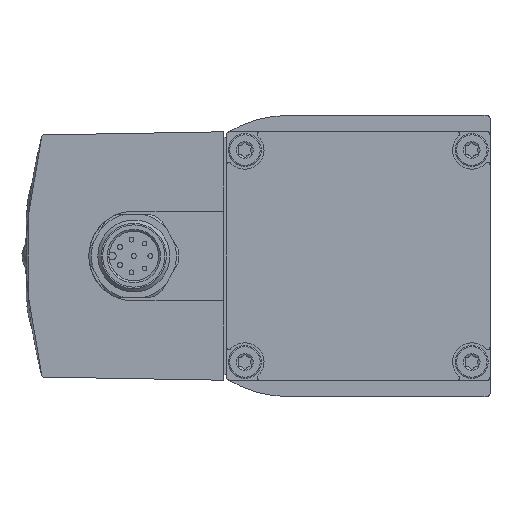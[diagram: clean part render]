
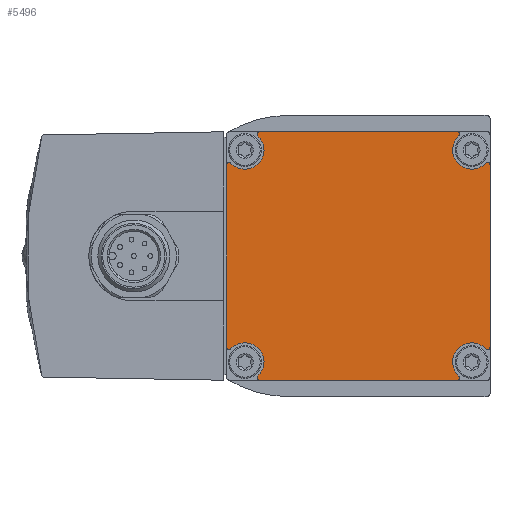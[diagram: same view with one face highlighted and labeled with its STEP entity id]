
A CAD part, left-side view. The second image highlights one B-rep face of the part: STEP entity #5496.
In plain terms, the highlighted planar face has unit normal (-1, 0, 0).
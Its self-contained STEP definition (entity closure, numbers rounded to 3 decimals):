
#24=PLANE('',#5778);
#187=LINE('',#7723,#446);
#188=LINE('',#7732,#447);
#189=LINE('',#7740,#448);
#190=LINE('',#7748,#449);
#446=VECTOR('',#6298,1000.);
#447=VECTOR('',#6305,1000.);
#448=VECTOR('',#6312,1000.);
#449=VECTOR('',#6319,1000.);
#812=CIRCLE('',#5779,0.4);
#813=CIRCLE('',#5780,3.2);
#814=CIRCLE('',#5781,0.4);
#815=CIRCLE('',#5782,0.4);
#816=CIRCLE('',#5783,3.2);
#817=CIRCLE('',#5784,0.4);
#818=CIRCLE('',#5785,0.4);
#819=CIRCLE('',#5786,3.2);
#820=CIRCLE('',#5787,0.4);
#821=CIRCLE('',#5788,0.4);
#822=CIRCLE('',#5789,3.2);
#823=CIRCLE('',#5790,0.4);
#1055=ORIENTED_EDGE('',*,*,#2118,.F.);
#1056=ORIENTED_EDGE('',*,*,#2119,.F.);
#1057=ORIENTED_EDGE('',*,*,#2120,.T.);
#1058=ORIENTED_EDGE('',*,*,#2121,.F.);
#1059=ORIENTED_EDGE('',*,*,#2122,.F.);
#1060=ORIENTED_EDGE('',*,*,#2123,.F.);
#1061=ORIENTED_EDGE('',*,*,#2124,.T.);
#1062=ORIENTED_EDGE('',*,*,#2125,.F.);
#1063=ORIENTED_EDGE('',*,*,#2126,.F.);
#1064=ORIENTED_EDGE('',*,*,#2127,.F.);
#1065=ORIENTED_EDGE('',*,*,#2128,.T.);
#1066=ORIENTED_EDGE('',*,*,#2129,.F.);
#1067=ORIENTED_EDGE('',*,*,#2130,.F.);
#1068=ORIENTED_EDGE('',*,*,#2131,.F.);
#1069=ORIENTED_EDGE('',*,*,#2132,.T.);
#1070=ORIENTED_EDGE('',*,*,#2133,.F.);
#2118=EDGE_CURVE('',#2634,#2635,#187,.T.);
#2119=EDGE_CURVE('',#2636,#2634,#812,.T.);
#2120=EDGE_CURVE('',#2636,#2637,#813,.T.);
#2121=EDGE_CURVE('',#2638,#2637,#814,.T.);
#2122=EDGE_CURVE('',#2639,#2638,#188,.T.);
#2123=EDGE_CURVE('',#2640,#2639,#815,.T.);
#2124=EDGE_CURVE('',#2640,#2641,#816,.T.);
#2125=EDGE_CURVE('',#2642,#2641,#817,.T.);
#2126=EDGE_CURVE('',#2643,#2642,#189,.T.);
#2127=EDGE_CURVE('',#2644,#2643,#818,.T.);
#2128=EDGE_CURVE('',#2644,#2645,#819,.T.);
#2129=EDGE_CURVE('',#2646,#2645,#820,.T.);
#2130=EDGE_CURVE('',#2647,#2646,#190,.T.);
#2131=EDGE_CURVE('',#2648,#2647,#821,.T.);
#2132=EDGE_CURVE('',#2648,#2649,#822,.T.);
#2133=EDGE_CURVE('',#2635,#2649,#823,.T.);
#2634=VERTEX_POINT('',#7724);
#2635=VERTEX_POINT('',#7725);
#2636=VERTEX_POINT('',#7727);
#2637=VERTEX_POINT('',#7729);
#2638=VERTEX_POINT('',#7731);
#2639=VERTEX_POINT('',#7733);
#2640=VERTEX_POINT('',#7735);
#2641=VERTEX_POINT('',#7737);
#2642=VERTEX_POINT('',#7739);
#2643=VERTEX_POINT('',#7741);
#2644=VERTEX_POINT('',#7743);
#2645=VERTEX_POINT('',#7745);
#2646=VERTEX_POINT('',#7747);
#2647=VERTEX_POINT('',#7749);
#2648=VERTEX_POINT('',#7751);
#2649=VERTEX_POINT('',#7753);
#3045=EDGE_LOOP('',(#1055,#1056,#1057,#1058,#1059,#1060,#1061,#1062,#1063,
#1064,#1065,#1066,#1067,#1068,#1069,#1070));
#3382=FACE_BOUND('',#3045,.T.);
#5496=ADVANCED_FACE('',(#3382),#24,.F.);
#5778=AXIS2_PLACEMENT_3D('',#7722,#6296,#6297);
#5779=AXIS2_PLACEMENT_3D('',#7726,#6299,#6300);
#5780=AXIS2_PLACEMENT_3D('',#7728,#6301,#6302);
#5781=AXIS2_PLACEMENT_3D('',#7730,#6303,#6304);
#5782=AXIS2_PLACEMENT_3D('',#7734,#6306,#6307);
#5783=AXIS2_PLACEMENT_3D('',#7736,#6308,#6309);
#5784=AXIS2_PLACEMENT_3D('',#7738,#6310,#6311);
#5785=AXIS2_PLACEMENT_3D('',#7742,#6313,#6314);
#5786=AXIS2_PLACEMENT_3D('',#7744,#6315,#6316);
#5787=AXIS2_PLACEMENT_3D('',#7746,#6317,#6318);
#5788=AXIS2_PLACEMENT_3D('',#7750,#6320,#6321);
#5789=AXIS2_PLACEMENT_3D('',#7752,#6322,#6323);
#5790=AXIS2_PLACEMENT_3D('',#7754,#6324,#6325);
#6296=DIRECTION('',(1.,0.,0.));
#6297=DIRECTION('',(0.,0.,-1.));
#6298=DIRECTION('',(0.,0.,1.));
#6299=DIRECTION('',(1.,0.,0.));
#6300=DIRECTION('',(0.,0.,-1.));
#6301=DIRECTION('',(1.,0.,0.));
#6302=DIRECTION('',(0.,0.,-1.));
#6303=DIRECTION('',(1.,0.,0.));
#6304=DIRECTION('',(0.,0.,-1.));
#6305=DIRECTION('',(0.,1.,0.));
#6306=DIRECTION('',(1.,0.,0.));
#6307=DIRECTION('',(0.,0.,-1.));
#6308=DIRECTION('',(1.,0.,0.));
#6309=DIRECTION('',(0.,0.,-1.));
#6310=DIRECTION('',(1.,0.,0.));
#6311=DIRECTION('',(0.,0.,-1.));
#6312=DIRECTION('',(0.,0.,-1.));
#6313=DIRECTION('',(1.,0.,0.));
#6314=DIRECTION('',(0.,0.,-1.));
#6315=DIRECTION('',(1.,0.,0.));
#6316=DIRECTION('',(0.,0.,-1.));
#6317=DIRECTION('',(1.,0.,0.));
#6318=DIRECTION('',(0.,0.,-1.));
#6319=DIRECTION('',(0.,-1.,0.));
#6320=DIRECTION('',(1.,0.,0.));
#6321=DIRECTION('',(0.,0.,-1.));
#6322=DIRECTION('',(1.,0.,0.));
#6323=DIRECTION('',(0.,0.,-1.));
#6324=DIRECTION('',(1.,0.,0.));
#6325=DIRECTION('',(0.,0.,-1.));
#7722=CARTESIAN_POINT('',(-110.4,43.5,20.25));
#7723=CARTESIAN_POINT('',(-110.4,44.,-20.25));
#7724=CARTESIAN_POINT('',(-110.4,44.,-15.263));
#7725=CARTESIAN_POINT('',(-110.4,44.,15.263));
#7726=CARTESIAN_POINT('',(-110.4,43.6,-15.263));
#7727=CARTESIAN_POINT('',(-110.4,43.306,-15.534));
#7728=CARTESIAN_POINT('',(-110.4,40.95,-17.7));
#7729=CARTESIAN_POINT('',(-110.4,38.784,-20.056));
#7730=CARTESIAN_POINT('',(-110.4,38.513,-20.35));
#7731=CARTESIAN_POINT('',(-110.4,38.513,-20.75));
#7732=CARTESIAN_POINT('',(-110.4,0.5,-20.75));
#7733=CARTESIAN_POINT('',(-110.4,5.487,-20.75));
#7734=CARTESIAN_POINT('',(-110.4,5.487,-20.35));
#7735=CARTESIAN_POINT('',(-110.4,5.216,-20.056));
#7736=CARTESIAN_POINT('',(-110.4,3.05,-17.7));
#7737=CARTESIAN_POINT('',(-110.4,0.694,-15.534));
#7738=CARTESIAN_POINT('',(-110.4,0.4,-15.263));
#7739=CARTESIAN_POINT('',(-110.4,0.,-15.263));
#7740=CARTESIAN_POINT('',(-110.4,0.,20.25));
#7741=CARTESIAN_POINT('',(-110.4,0.,15.263));
#7742=CARTESIAN_POINT('',(-110.4,0.4,15.263));
#7743=CARTESIAN_POINT('',(-110.4,0.694,15.534));
#7744=CARTESIAN_POINT('',(-110.4,3.05,17.7));
#7745=CARTESIAN_POINT('',(-110.4,5.216,20.056));
#7746=CARTESIAN_POINT('',(-110.4,5.487,20.35));
#7747=CARTESIAN_POINT('',(-110.4,5.487,20.75));
#7748=CARTESIAN_POINT('',(-110.4,43.5,20.75));
#7749=CARTESIAN_POINT('',(-110.4,38.513,20.75));
#7750=CARTESIAN_POINT('',(-110.4,38.513,20.35));
#7751=CARTESIAN_POINT('',(-110.4,38.784,20.056));
#7752=CARTESIAN_POINT('',(-110.4,40.95,17.7));
#7753=CARTESIAN_POINT('',(-110.4,43.306,15.534));
#7754=CARTESIAN_POINT('',(-110.4,43.6,15.263));
